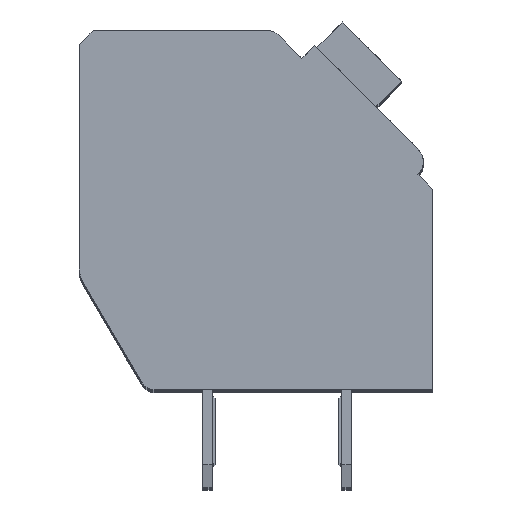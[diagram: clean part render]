
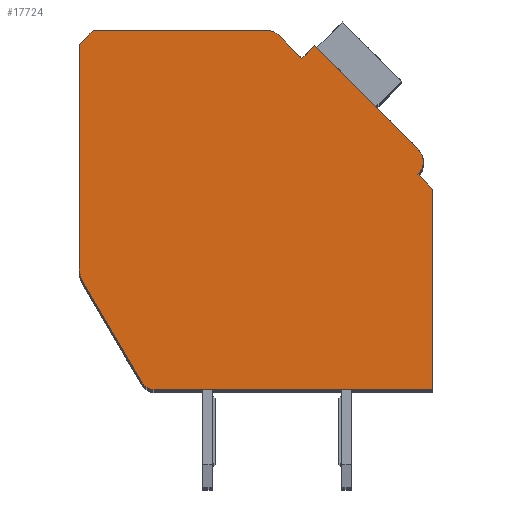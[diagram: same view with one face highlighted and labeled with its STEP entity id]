
A CAD part, top view. The second image highlights one B-rep face of the part: STEP entity #17724.
In plain terms, the highlighted planar face has unit normal (0, 0, 1).
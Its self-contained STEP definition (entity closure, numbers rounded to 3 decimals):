
#360=DIRECTION('',(0.,-1.,0.));
#361=VECTOR('',#360,8.053);
#362=CARTESIAN_POINT('',(-12.7,12.4,2.1));
#363=LINE('',#362,#361);
#364=DIRECTION('',(-0.707,-0.707,0.));
#365=VECTOR('',#364,0.707);
#366=CARTESIAN_POINT('',(-12.2,12.9,2.1));
#367=LINE('',#366,#365);
#368=DIRECTION('',(-1.,0.,0.));
#369=VECTOR('',#368,6.298);
#370=CARTESIAN_POINT('',(-5.902,12.9,2.1));
#371=LINE('',#370,#369);
#372=CARTESIAN_POINT('',(-5.902,12.4,2.1));
#373=DIRECTION('',(0.,0.,1.));
#374=DIRECTION('',(0.707,0.707,0.));
#375=AXIS2_PLACEMENT_3D('',#372,#373,#374);
#377=DIRECTION('',(-0.707,0.707,0.));
#378=VECTOR('',#377,1.197);
#379=CARTESIAN_POINT('',(-4.702,11.907,2.1));
#380=LINE('',#379,#378);
#381=DIRECTION('',(-0.707,-0.707,0.));
#382=VECTOR('',#381,0.65);
#383=CARTESIAN_POINT('',(-4.243,12.367,2.1));
#384=LINE('',#383,#382);
#385=DIRECTION('',(-0.707,0.707,0.));
#386=VECTOR('',#385,5.25);
#387=CARTESIAN_POINT('',(-0.53,8.655,2.1));
#388=LINE('',#387,#386);
#389=CARTESIAN_POINT('',(-0.99,8.195,2.1));
#390=DIRECTION('',(0.,0.,1.));
#391=DIRECTION('',(0.707,-0.707,0.));
#392=AXIS2_PLACEMENT_3D('',#389,#390,#391);
#394=DIRECTION('',(-0.707,0.707,0.));
#395=VECTOR('',#394,0.75);
#396=CARTESIAN_POINT('',(0.,7.205,2.1));
#397=LINE('',#396,#395);
#398=DIRECTION('',(0.,1.,0.));
#399=VECTOR('',#398,7.205);
#400=CARTESIAN_POINT('',(0.,0.,2.1));
#401=LINE('',#400,#399);
#402=DIRECTION('',(1.,0.,0.));
#403=VECTOR('',#402,10.014);
#404=CARTESIAN_POINT('',(-10.014,0.,2.1));
#405=LINE('',#404,#403);
#406=CARTESIAN_POINT('',(-10.014,0.5,2.1));
#407=DIRECTION('',(0.,0.,1.));
#408=DIRECTION('',(-0.862,-0.508,0.));
#409=AXIS2_PLACEMENT_3D('',#406,#407,#408);
#411=DIRECTION('',(0.508,-0.862,0.));
#412=VECTOR('',#411,4.17);
#413=CARTESIAN_POINT('',(-12.562,3.839,2.1));
#414=LINE('',#413,#412);
#415=CARTESIAN_POINT('',(-11.7,4.347,2.1));
#416=DIRECTION('',(0.,0.,1.));
#417=DIRECTION('',(-1.,0.,0.));
#418=AXIS2_PLACEMENT_3D('',#415,#416,#417);
#13277=CARTESIAN_POINT('',(-12.7,12.4,2.1));
#13278=CARTESIAN_POINT('',(-12.7,4.347,2.1));
#13279=VERTEX_POINT('',#13277);
#13280=VERTEX_POINT('',#13278);
#13281=CARTESIAN_POINT('',(-12.562,3.839,2.1));
#13282=VERTEX_POINT('',#13281);
#13283=CARTESIAN_POINT('',(-10.445,0.246,2.1));
#13284=VERTEX_POINT('',#13283);
#13285=CARTESIAN_POINT('',(-10.014,0.,2.1));
#13286=VERTEX_POINT('',#13285);
#13287=CARTESIAN_POINT('',(0.,0.,2.1));
#13288=VERTEX_POINT('',#13287);
#13289=CARTESIAN_POINT('',(0.,7.205,2.1));
#13290=VERTEX_POINT('',#13289);
#13291=CARTESIAN_POINT('',(-0.53,7.735,2.1));
#13292=VERTEX_POINT('',#13291);
#13293=CARTESIAN_POINT('',(-0.53,8.655,2.1));
#13294=VERTEX_POINT('',#13293);
#13295=CARTESIAN_POINT('',(-4.243,12.367,2.1));
#13296=VERTEX_POINT('',#13295);
#13297=CARTESIAN_POINT('',(-4.702,11.907,2.1));
#13298=VERTEX_POINT('',#13297);
#13299=CARTESIAN_POINT('',(-5.548,12.754,2.1));
#13300=VERTEX_POINT('',#13299);
#13301=CARTESIAN_POINT('',(-5.902,12.9,2.1));
#13302=VERTEX_POINT('',#13301);
#13303=CARTESIAN_POINT('',(-12.2,12.9,2.1));
#13304=VERTEX_POINT('',#13303);
#17691=CARTESIAN_POINT('',(0.,0.,2.1));
#17692=DIRECTION('',(0.,0.,1.));
#17693=DIRECTION('',(1.,0.,0.));
#17694=AXIS2_PLACEMENT_3D('',#17691,#17692,#17693);
#17695=PLANE('',#17694);
#17696=ORIENTED_EDGE('',*,*,#17375,.F.);
#17698=ORIENTED_EDGE('',*,*,#17697,.F.);
#17700=ORIENTED_EDGE('',*,*,#17699,.F.);
#17702=ORIENTED_EDGE('',*,*,#17701,.F.);
#17704=ORIENTED_EDGE('',*,*,#17703,.F.);
#17706=ORIENTED_EDGE('',*,*,#17705,.F.);
#17708=ORIENTED_EDGE('',*,*,#17707,.F.);
#17710=ORIENTED_EDGE('',*,*,#17709,.F.);
#17712=ORIENTED_EDGE('',*,*,#17711,.F.);
#17714=ORIENTED_EDGE('',*,*,#17713,.F.);
#17716=ORIENTED_EDGE('',*,*,#17715,.F.);
#17718=ORIENTED_EDGE('',*,*,#17717,.F.);
#17720=ORIENTED_EDGE('',*,*,#17719,.F.);
#17721=ORIENTED_EDGE('',*,*,#17504,.F.);
#17722=EDGE_LOOP('',(#17696,#17698,#17700,#17702,#17704,#17706,#17708,#17710,
#17712,#17714,#17716,#17718,#17720,#17721));
#17723=FACE_OUTER_BOUND('',#17722,.F.);
#376=CIRCLE('',#375,0.5);
#393=CIRCLE('',#392,0.65);
#410=CIRCLE('',#409,0.5);
#419=CIRCLE('',#418,1.);
#17375=EDGE_CURVE('',#13279,#13280,#363,.T.);
#17504=EDGE_CURVE('',#13280,#13282,#419,.T.);
#17697=EDGE_CURVE('',#13304,#13279,#367,.T.);
#17699=EDGE_CURVE('',#13302,#13304,#371,.T.);
#17701=EDGE_CURVE('',#13300,#13302,#376,.T.);
#17703=EDGE_CURVE('',#13298,#13300,#380,.T.);
#17705=EDGE_CURVE('',#13296,#13298,#384,.T.);
#17707=EDGE_CURVE('',#13294,#13296,#388,.T.);
#17709=EDGE_CURVE('',#13292,#13294,#393,.T.);
#17711=EDGE_CURVE('',#13290,#13292,#397,.T.);
#17713=EDGE_CURVE('',#13288,#13290,#401,.T.);
#17715=EDGE_CURVE('',#13286,#13288,#405,.T.);
#17717=EDGE_CURVE('',#13284,#13286,#410,.T.);
#17719=EDGE_CURVE('',#13282,#13284,#414,.T.);
#17724=ADVANCED_FACE('',(#17723),#17695,.T.);
